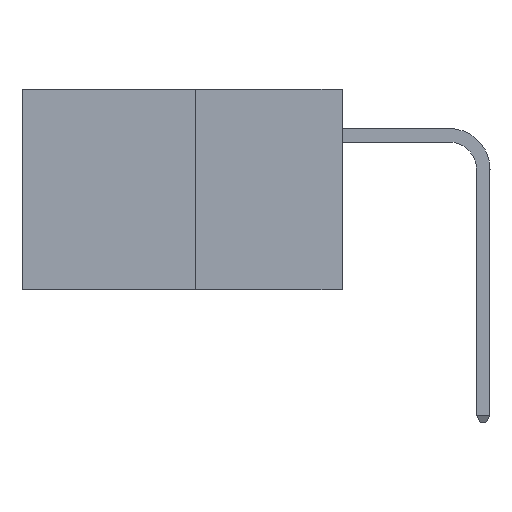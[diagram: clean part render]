
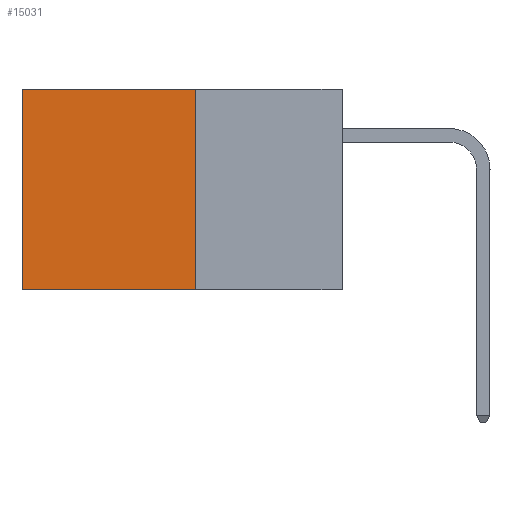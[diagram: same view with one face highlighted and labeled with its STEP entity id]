
A CAD part, left-side view. The second image highlights one B-rep face of the part: STEP entity #15031.
In plain terms, the highlighted planar face has unit normal (-1, 0, 0).
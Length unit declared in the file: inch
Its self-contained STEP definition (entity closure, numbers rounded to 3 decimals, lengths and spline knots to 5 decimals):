
#443 = VERTEX_POINT ( 'NONE', #11591 ) ;
#748 = CARTESIAN_POINT ( 'NONE',  ( 0.277, 0.27, 0. ) ) ;
#972 = VERTEX_POINT ( 'NONE', #748 ) ;
#1069 = EDGE_LOOP ( 'NONE', ( #10640, #7686, #8130, #10877 ) ) ;
#1485 = VERTEX_POINT ( 'NONE', #5998 ) ;
#1580 = VECTOR ( 'NONE', #11901, 39.37008 ) ;
#4008 = FACE_OUTER_BOUND ( 'NONE', #1069, .T. ) ;
#4408 = CARTESIAN_POINT ( 'NONE',  ( 0.277, 0.27, -0.37 ) ) ;
#5127 = CARTESIAN_POINT ( 'NONE',  ( 0.277, 0.27, -0.37 ) ) ;
#5633 = EDGE_CURVE ( 'NONE', #443, #7231, #15423, .T. ) ;
#5787 = DIRECTION ( 'NONE',  ( 1., 0., 0. ) ) ;
#5960 = DIRECTION ( 'NONE',  ( 0., 1., 0. ) ) ;
#5984 = EDGE_CURVE ( 'NONE', #972, #443, #9072, .T. ) ;
#5998 = CARTESIAN_POINT ( 'NONE',  ( 0.277, 0.27, -0.37 ) ) ;
#7231 = VERTEX_POINT ( 'NONE', #13687 ) ;
#7686 = ORIENTED_EDGE ( 'NONE', *, *, #14332, .F. ) ;
#8130 = ORIENTED_EDGE ( 'NONE', *, *, #11514, .F. ) ;
#9072 = LINE ( 'NONE', #11872, #1580 ) ;
#9548 = DIRECTION ( 'NONE',  ( 0., 0., -1. ) ) ;
#10640 = ORIENTED_EDGE ( 'NONE', *, *, #5633, .T. ) ;
#10877 = ORIENTED_EDGE ( 'NONE', *, *, #5984, .T. ) ;
#11514 = EDGE_CURVE ( 'NONE', #972, #1485, #15375, .T. ) ;
#11591 = CARTESIAN_POINT ( 'NONE',  ( 0.277, 0.59, 0. ) ) ;
#11872 = CARTESIAN_POINT ( 'NONE',  ( 0.277, 0.27, 0. ) ) ;
#11901 = DIRECTION ( 'NONE',  ( 0., 1., 0. ) ) ;
#13687 = CARTESIAN_POINT ( 'NONE',  ( 0.277, 0.59, -0.37 ) ) ;
#13904 = VECTOR ( 'NONE', #5960, 39.37008 ) ;
#14293 = AXIS2_PLACEMENT_3D ( 'NONE', #17315, #5787, #15979 ) ;
#14332 = EDGE_CURVE ( 'NONE', #1485, #7231, #17676, .T. ) ;
#14513 = PLANE ( 'NONE',  #14293 ) ;
#15031 = ADVANCED_FACE ( 'NONE', ( #4008 ), #14513, .F. ) ;
#15115 = DIRECTION ( 'NONE',  ( 0., 0., -1. ) ) ;
#15375 = LINE ( 'NONE', #5127, #16923 ) ;
#15394 = CARTESIAN_POINT ( 'NONE',  ( 0.277, 0.59, -0.37 ) ) ;
#15423 = LINE ( 'NONE', #15394, #18243 ) ;
#15979 = DIRECTION ( 'NONE',  ( 0., 0., -1. ) ) ;
#16923 = VECTOR ( 'NONE', #9548, 39.37008 ) ;
#17315 = CARTESIAN_POINT ( 'NONE',  ( 0.277, 0.27, -0.37 ) ) ;
#17676 = LINE ( 'NONE', #4408, #13904 ) ;
#18243 = VECTOR ( 'NONE', #15115, 39.37008 ) ;
